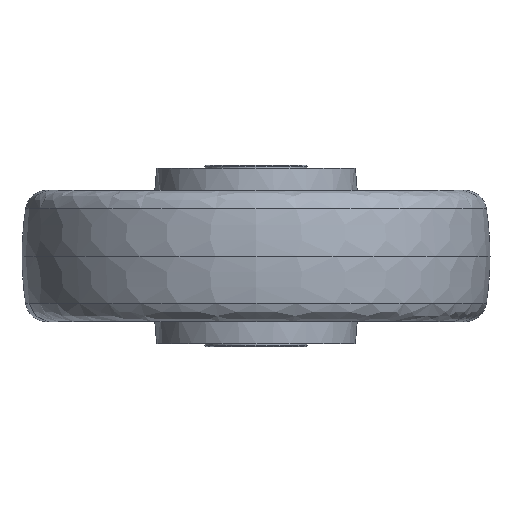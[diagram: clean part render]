
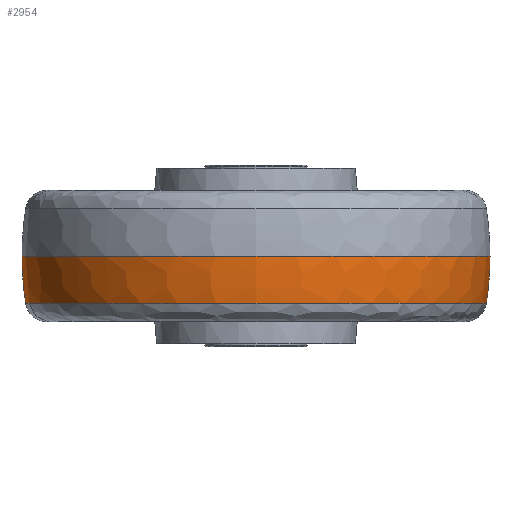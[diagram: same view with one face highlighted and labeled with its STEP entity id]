
A CAD part, front view. The second image highlights one B-rep face of the part: STEP entity #2954.
In plain terms, the highlighted toroidal (fillet/blend) face has major radius 25 mm and minor radius 105 mm.
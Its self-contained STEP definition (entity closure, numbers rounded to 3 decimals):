
#7 = DIRECTION ( 'NONE',  ( 0., -1., 0. ) ) ;
#35 = DIRECTION ( 'NONE',  ( 0., 0., -1. ) ) ;
#180 = DIRECTION ( 'NONE',  ( 0., 1., 0. ) ) ;
#196 = CARTESIAN_POINT ( 'NONE',  ( 0., 0., -16.094 ) ) ;
#253 = CARTESIAN_POINT ( 'NONE',  ( 80., 0., 0. ) ) ;
#316 = CIRCLE ( 'NONE', #2625, 80. ) ;
#398 = VERTEX_POINT ( 'NONE', #730 ) ;
#568 = CARTESIAN_POINT ( 'NONE',  ( 25., 0., -0.186 ) ) ;
#620 = VERTEX_POINT ( 'NONE', #253 ) ;
#636 = ORIENTED_EDGE ( 'NONE', *, *, #2861, .T. ) ;
#643 = ORIENTED_EDGE ( 'NONE', *, *, #1683, .T. ) ;
#730 = CARTESIAN_POINT ( 'NONE',  ( -80., 0., 0. ) ) ;
#767 = TOROIDAL_SURFACE ( 'NONE', #3693, -25., 105. ) ;
#984 = EDGE_CURVE ( 'NONE', #1349, #398, #2684, .T. ) ;
#1246 = DIRECTION ( 'NONE',  ( -1., 0., 0. ) ) ;
#1251 = CARTESIAN_POINT ( 'NONE',  ( 0., 0., 0. ) ) ;
#1349 = VERTEX_POINT ( 'NONE', #3437 ) ;
#1427 = CIRCLE ( 'NONE', #4448, 105. ) ;
#1683 = EDGE_CURVE ( 'NONE', #2163, #620, #1427, .T. ) ;
#1721 = CIRCLE ( 'NONE', #3312, 78.788 ) ;
#1789 = FACE_OUTER_BOUND ( 'NONE', #4302, .T. ) ;
#2056 = CARTESIAN_POINT ( 'NONE',  ( 78.788, 0., -16.094 ) ) ;
#2163 = VERTEX_POINT ( 'NONE', #2056 ) ;
#2297 = DIRECTION ( 'NONE',  ( 0., 0., 1. ) ) ;
#2528 = EDGE_CURVE ( 'NONE', #398, #620, #316, .T. ) ;
#2625 = AXIS2_PLACEMENT_3D ( 'NONE', #1251, #2679, #4125 ) ;
#2679 = DIRECTION ( 'NONE',  ( 0., 0., 1. ) ) ;
#2684 = CIRCLE ( 'NONE', #4266, 105. ) ;
#2861 = EDGE_CURVE ( 'NONE', #1349, #2163, #1721, .T. ) ;
#2954 = ADVANCED_FACE ( 'NONE', ( #1789 ), #767, .T. ) ;
#3030 = DIRECTION ( 'NONE',  ( 1., 0., 0. ) ) ;
#3103 = ORIENTED_EDGE ( 'NONE', *, *, #2528, .F. ) ;
#3312 = AXIS2_PLACEMENT_3D ( 'NONE', #196, #2297, #3030 ) ;
#3437 = CARTESIAN_POINT ( 'NONE',  ( -78.788, 0., -16.094 ) ) ;
#3602 = DIRECTION ( 'NONE',  ( 1., 0., 0. ) ) ;
#3693 = AXIS2_PLACEMENT_3D ( 'NONE', #3961, #3986, #3602 ) ;
#3744 = ORIENTED_EDGE ( 'NONE', *, *, #984, .F. ) ;
#3912 = CARTESIAN_POINT ( 'NONE',  ( -25., 0., -0.186 ) ) ;
#3961 = CARTESIAN_POINT ( 'NONE',  ( 0., 0., -0.186 ) ) ;
#3986 = DIRECTION ( 'NONE',  ( 0., 0., 1. ) ) ;
#4125 = DIRECTION ( 'NONE',  ( 1., 0., 0. ) ) ;
#4266 = AXIS2_PLACEMENT_3D ( 'NONE', #568, #180, #1246 ) ;
#4302 = EDGE_LOOP ( 'NONE', ( #3744, #636, #643, #3103 ) ) ;
#4448 = AXIS2_PLACEMENT_3D ( 'NONE', #3912, #7, #35 ) ;
